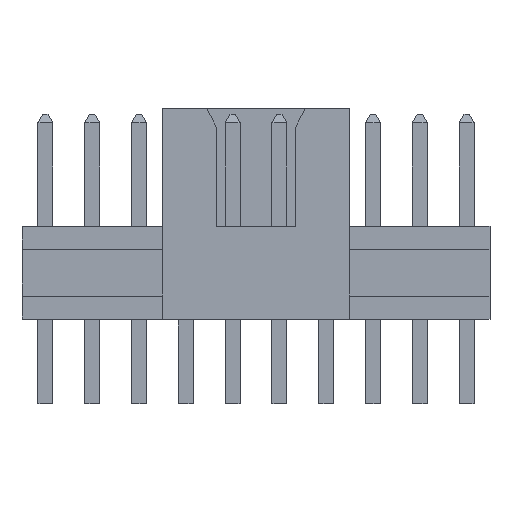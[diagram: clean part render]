
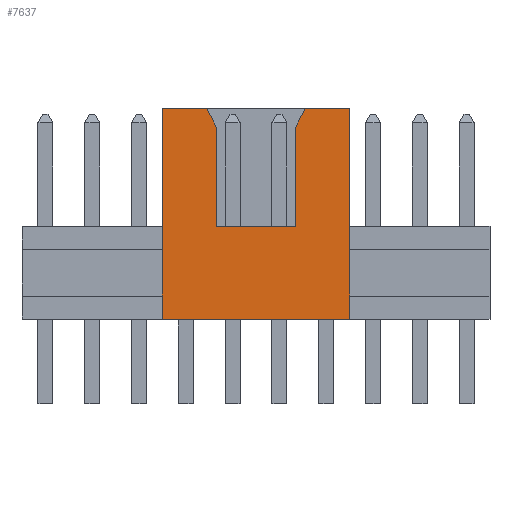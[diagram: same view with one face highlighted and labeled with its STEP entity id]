
A CAD part, top view. The second image highlights one B-rep face of the part: STEP entity #7637.
In plain terms, the highlighted planar face has unit normal (0, 0, 1).
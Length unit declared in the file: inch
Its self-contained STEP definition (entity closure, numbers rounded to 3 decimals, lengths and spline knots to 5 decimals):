
#1505=ORIENTED_EDGE('',*,*,#2923,.T.);
#1506=ORIENTED_EDGE('',*,*,#2924,.T.);
#1507=ORIENTED_EDGE('',*,*,#2925,.T.);
#1508=ORIENTED_EDGE('',*,*,#2926,.T.);
#1509=ORIENTED_EDGE('',*,*,#2927,.F.);
#1510=ORIENTED_EDGE('',*,*,#2928,.F.);
#1511=ORIENTED_EDGE('',*,*,#2929,.T.);
#1512=ORIENTED_EDGE('',*,*,#2930,.T.);
#1513=ORIENTED_EDGE('',*,*,#2931,.T.);
#1514=ORIENTED_EDGE('',*,*,#2932,.T.);
#2923=EDGE_CURVE('',#3729,#3730,#4687,.T.);
#2924=EDGE_CURVE('',#3730,#3731,#4688,.T.);
#2925=EDGE_CURVE('',#3731,#3732,#4689,.T.);
#2926=EDGE_CURVE('',#3732,#3733,#4690,.T.);
#2927=EDGE_CURVE('',#3734,#3733,#4691,.T.);
#2928=EDGE_CURVE('',#3735,#3734,#4692,.T.);
#2929=EDGE_CURVE('',#3735,#3736,#4693,.T.);
#2930=EDGE_CURVE('',#3736,#3737,#4694,.T.);
#2931=EDGE_CURVE('',#3737,#3738,#4695,.T.);
#2932=EDGE_CURVE('',#3738,#3729,#4696,.T.);
#3729=VERTEX_POINT('',#11557);
#3730=VERTEX_POINT('',#11558);
#3731=VERTEX_POINT('',#11560);
#3732=VERTEX_POINT('',#11562);
#3733=VERTEX_POINT('',#11564);
#3734=VERTEX_POINT('',#11566);
#3735=VERTEX_POINT('',#11568);
#3736=VERTEX_POINT('',#11570);
#3737=VERTEX_POINT('',#11572);
#3738=VERTEX_POINT('',#11574);
#4687=LINE('',#11556,#5763);
#4688=LINE('',#11559,#5764);
#4689=LINE('',#11561,#5765);
#4690=LINE('',#11563,#5766);
#4691=LINE('',#11565,#5767);
#4692=LINE('',#11567,#5768);
#4693=LINE('',#11569,#5769);
#4694=LINE('',#11571,#5770);
#4695=LINE('',#11573,#5771);
#4696=LINE('',#11575,#5772);
#5763=VECTOR('',#9490,39.37008);
#5764=VECTOR('',#9491,39.37008);
#5765=VECTOR('',#9492,39.37008);
#5766=VECTOR('',#9493,39.37008);
#5767=VECTOR('',#9494,39.37008);
#5768=VECTOR('',#9495,39.37008);
#5769=VECTOR('',#9496,39.37008);
#5770=VECTOR('',#9497,39.37008);
#5771=VECTOR('',#9498,39.37008);
#5772=VECTOR('',#9499,39.37008);
#6379=EDGE_LOOP('',(#1505,#1506,#1507,#1508,#1509,#1510,#1511,#1512,#1513,
#1514));
#6809=FACE_BOUND('',#6379,.T.);
#7239=PLANE('',#8075);
#7637=ADVANCED_FACE('',(#6809),#7239,.T.);
#8075=AXIS2_PLACEMENT_3D('',#11555,#9488,#9489);
#9488=DIRECTION('',(0.,0.,1.));
#9489=DIRECTION('',(1.,0.,0.));
#9490=DIRECTION('',(0.,1.,0.));
#9491=DIRECTION('',(-0.447,0.894,0.));
#9492=DIRECTION('',(-1.,0.,0.));
#9493=DIRECTION('',(0.,-1.,0.));
#9494=DIRECTION('',(-1.,0.,0.));
#9495=DIRECTION('',(0.,-1.,0.));
#9496=DIRECTION('',(-1.,0.,0.));
#9497=DIRECTION('',(-0.447,-0.894,0.));
#9498=DIRECTION('',(0.,-1.,0.));
#9499=DIRECTION('',(-1.,0.,0.));
#11555=CARTESIAN_POINT('',(0.1,0.005,0.1));
#11556=CARTESIAN_POINT('',(-0.0425,0.005,0.1));
#11557=CARTESIAN_POINT('',(-0.0425,0.099,0.1));
#11558=CARTESIAN_POINT('',(-0.0425,0.205,0.1));
#11559=CARTESIAN_POINT('',(0.066,-0.012,0.1));
#11560=CARTESIAN_POINT('',(-0.0525,0.225,0.1));
#11561=CARTESIAN_POINT('',(0.1,0.225,0.1));
#11562=CARTESIAN_POINT('',(-0.1,0.225,0.1));
#11563=CARTESIAN_POINT('',(-0.1,0.005,0.1));
#11564=CARTESIAN_POINT('',(-0.1,0.,0.1));
#11565=CARTESIAN_POINT('',(0.1,0.,0.1));
#11566=CARTESIAN_POINT('',(0.1,0.,0.1));
#11567=CARTESIAN_POINT('',(0.1,0.005,0.1));
#11568=CARTESIAN_POINT('',(0.1,0.225,0.1));
#11569=CARTESIAN_POINT('',(0.1,0.225,0.1));
#11570=CARTESIAN_POINT('',(0.0525,0.225,0.1));
#11571=CARTESIAN_POINT('',(-0.026,0.068,0.1));
#11572=CARTESIAN_POINT('',(0.0425,0.205,0.1));
#11573=CARTESIAN_POINT('',(0.0425,0.005,0.1));
#11574=CARTESIAN_POINT('',(0.0425,0.099,0.1));
#11575=CARTESIAN_POINT('',(0.1,0.099,0.1));
